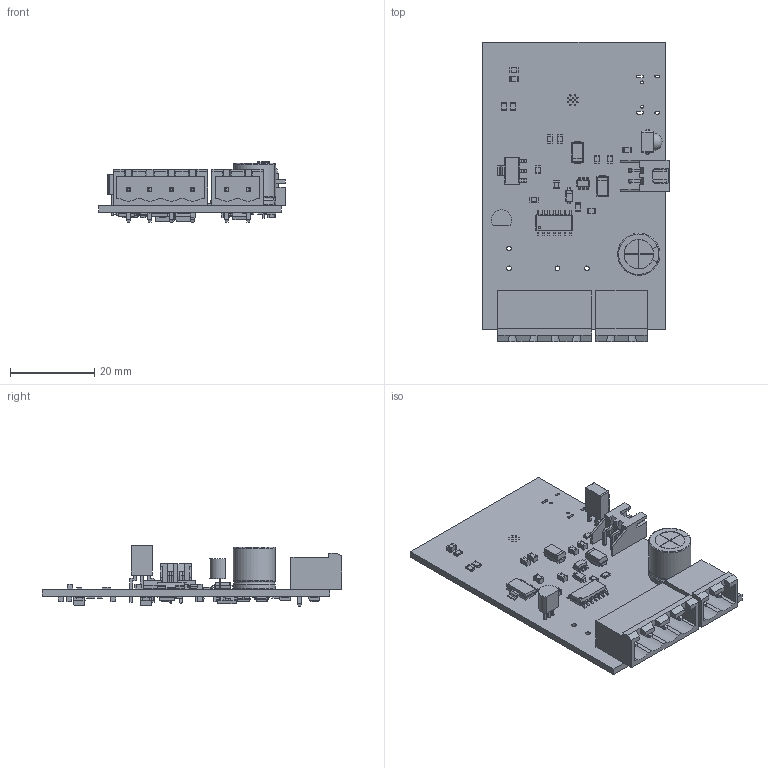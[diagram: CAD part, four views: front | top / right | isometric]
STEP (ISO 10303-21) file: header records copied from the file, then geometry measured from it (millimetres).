
FILE_DESCRIPTION(('KiCad electronic assembly'),'2;1');
FILE_NAME('TwinkleTron.step','2024-09-08T21:48:55',('Pcbnew'),('Kicad'), 'Open CASCADE STEP processor 7.7','KiCad to STEP converter','Unknown' );
FILE_SCHEMA(('AUTOMOTIVE_DESIGN { 1 0 10303 214 1 1 1 1 }'));
Length unit declared in the file: millimetre
Products named in the file (34): TwinkleTron 1; C_0805_2012Metric; R_0805_2012Metric; Vishay_MINICAST-3Pin; Vishay_MINICAST-3pin; SOT-223; SOT_223; SOT-23-6; SOT_23_6; PhoenixContact_MSTBA_2,5_4-G-5,08_1x04_P5.08mm_Horizontal; MSTBA_01x04_G_5_08mm; TO-92_Inline; TO-92_Inline_Narrow; SOIC-14_3.9x8.7mm_P1.27mm; SOIC_14_39x87mm_P127mm; PhoenixContact_MSTBA_2,5_2-G-5,08_1x02_P5.08mm_Horizontal; MSTBA_01x02_G_5_08mm; CP_Radial_D10.0mm_P5.00mm; CP_Radial_D100mm_P500mm; D_SMA; D_SOD-123; D_SOD_123; JST_XH_S2B-XH-A_1x02_P2.50mm_Horizontal; JST_S2B_XH_A; D_SOD-128; SOIC-8_3.9x4.9mm_P1.27mm; SOIC_8_39x49mm_P127mm; SOT-23; SOT_23; _autosave-TwinkleTron_PCB
Assembly tree (72 placements, depth 3):
  TwinkleTron 1
    C_0805_2012Metric  x16
      C_0805_2012Metric
    R_0805_2012Metric  x18
      R_0805_2012Metric
    Vishay_MINICAST-3Pin
      Vishay_MINICAST-3pin
    SOT-223
      SOT_223
    SOT-23-6
      SOT_23_6
    PhoenixContact_MSTBA_2,5_4-G-5,08_1x04_P5.08mm_Horizontal
      MSTBA_01x04_G_5_08mm
    TO-92_Inline
      TO-92_Inline_Narrow
    SOIC-14_3.9x8.7mm_P1.27mm
      SOIC_14_39x87mm_P127mm
    PhoenixContact_MSTBA_2,5_2-G-5,08_1x02_P5.08mm_Horizontal
      MSTBA_01x02_G_5_08mm
    CP_Radial_D10.0mm_P5.00mm
      CP_Radial_D100mm_P500mm
    D_SMA  x4
      D_SMA
    D_SOD-123  x2
      D_SOD_123
    JST_XH_S2B-XH-A_1x02_P2.50mm_Horizontal
      JST_S2B_XH_A
    D_SOD-128  x4
      D_SOD-128
    SOIC-8_3.9x4.9mm_P1.27mm
      SOIC_8_39x49mm_P127mm
    SOT-23
      SOT_23
    _autosave-TwinkleTron_PCB
Bounding box: 44.15 x 70.95 x 14.35 mm (x, y, z)
Volume: 7966.4 mm3; surface area: 11639.7 mm2
Topology: 56 solids, 57 shells, 2473 faces, 6322 edges, 4029 vertices
Faces by surface type: plane 1598, cylinder 588, bspline 280, revolution 4, torus 2, sphere 1
Full cylindrical faces by diameter (mm): 0.3 x12, 0.6 x2, 0.65 x2, 0.7 x2, 0.75 x3, 0.9 x3, 1 x4, 1.1 x4, 1.4 x6
Entity records: 50224 total; most frequent: CARTESIAN_POINT 8498, ORIENTED_EDGE 6862, DIRECTION 6163, EDGE_CURVE 3431, LINE 2671, VECTOR 2671, VERTEX_POINT 2157, AXIS2_PLACEMENT_3D 1744
